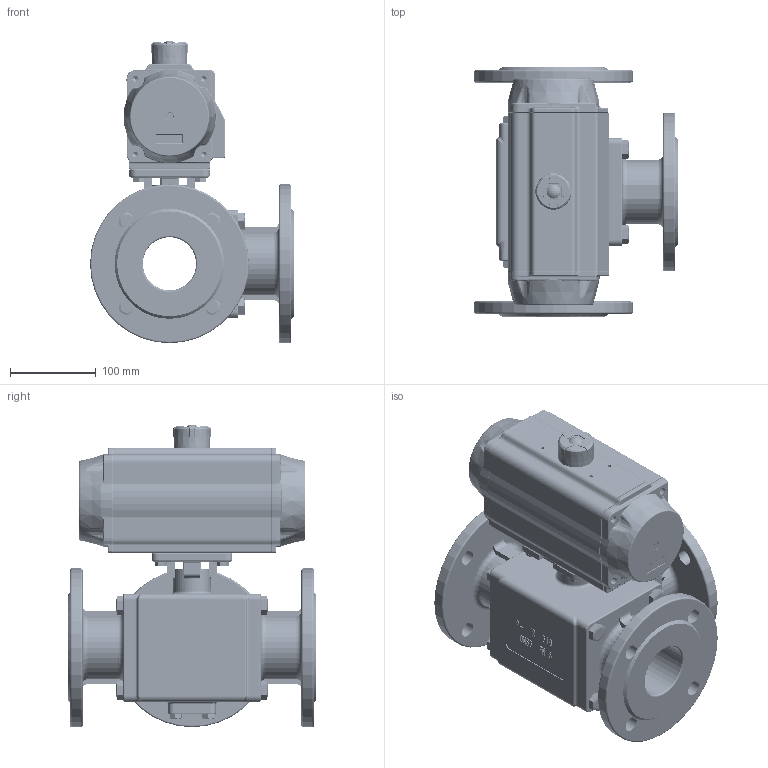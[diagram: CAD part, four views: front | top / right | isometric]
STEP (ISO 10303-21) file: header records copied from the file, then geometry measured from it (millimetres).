
FILE_DESCRIPTION(/* description */ ('Unknown'),/* implementation_level */ '2;1');
FILE_NAME(/* name */ 'PD06 9342_9343-10',/* time_stamp */ '2025-03-21T08:30:01+01:00',/* author */ ('Unknown'),/* organization */ ('Unknown'),/* preprocessor_version */ 'ST-DEVELOPER v19.4',/* originating_system */ 'Solid Edge',/* authorisation */ 'Unknown');
FILE_SCHEMA (('AUTOMOTIVE_DESIGN {1 0 10303 214 3 1 1}'));
Products named in the file (24): PD06 9342_9343-10; 9342_9343-10; 概极; 嘐隅粣; 概裔; 固定轴密封圈; 嘐隅粣蹟邡; 固定球套; 概裝; 沓蹋; MV-85L-FGM-DN65; MV-85L-FS-DN65; 极裔蟈諉蹟邡; PD06_PE05; VTE95____; ____; zhou95; vt95_________________MIR; vt95-2016-06-25; Optische Anzeige; ______; ________(___________; cup head nib bolts with large head gb_GB_FASTENER_BOLT_CHNBW M6X25-N; DIN 933 M8x20 A2-70 BLK_EDST
Assembly tree (47 placements, depth 4):
  PD06 9342_9343-10
    9342_9343-10
      概极
      嘐隅粣
      概裔  x3
      固定轴密封圈
      嘐隅粣蹟邡  x4
      固定球套
      概裝
      沓蹋  x2
      MV-85L-FGM-DN65
      MV-85L-FS-DN65
      极裔蟈諉蹟邡  x12
    PD06_PE05
      VTE95____
      ____  x2
      zhou95
      vt95_________________MIR
      vt95-2016-06-25
      Optische Anzeige
        ______
        ________(___________  x4
        cup head nib bolts with large head gb_GB_FASTENER_BOLT_CHNBW M6X25-N
    DIN 933 M8x20 A2-70 BLK_EDST  x4
Bounding box: 237.5 x 290 x 352.31 mm (x, y, z)
Volume: 4665933.2 mm3; surface area: 994279.4 mm2
Topology: 44 solids, 44 shells, 4077 faces, 10052 edges, 6201 vertices
Faces by surface type: plane 1313, cylinder 1118, bspline 712, torus 541, cone 348, sphere 45
Full cylindrical faces by diameter (mm): 3 x16, 3.3 x8, 4.134 x8, 4.66 x1, 4.917 x5, 5.5 x1, 6 x1, 6.2 x1, 6.647 x12, 8 x4, 8.376 x2, 11.445 x2, 12 x2, 13 x4, 15 x2, 16.2 x1, 16.4 x1, 17 x4, 18.7 x1, 20 x5, 22 x2, 24.5 x14, 27 x1, 30.4 x1, 31.5 x1, 32.5 x1, 34.9 x1, 36.4 x1, 38.5 x1, 40 x4
Entity records: 120841 total; most frequent: CARTESIAN_POINT 55792, ORIENTED_EDGE 14124, DIRECTION 11888, EDGE_CURVE 7062, AXIS2_PLACEMENT_3D 4578, VERTEX_POINT 4530, FACE_BOUND 3458, EDGE_LOOP 3450
